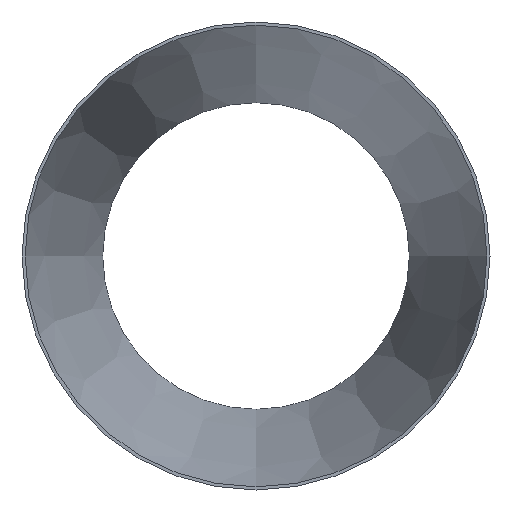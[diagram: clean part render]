
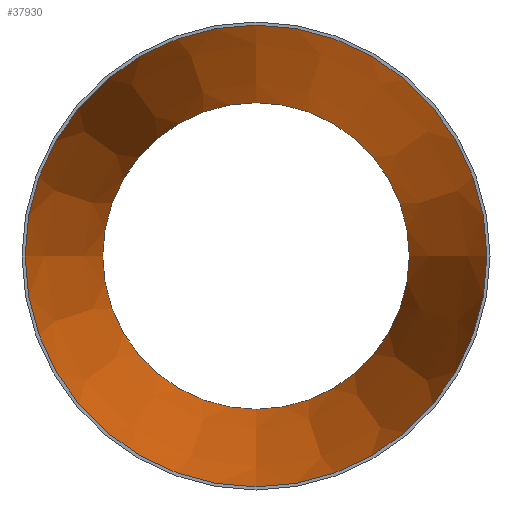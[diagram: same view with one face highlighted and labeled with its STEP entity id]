
A CAD part, front view. The second image highlights one B-rep face of the part: STEP entity #37930.
In plain terms, the highlighted conical face has half-angle 11.223 degrees and reference radius 299.922 mm.
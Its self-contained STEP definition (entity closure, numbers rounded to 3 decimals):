
#5852 = CARTESIAN_POINT ( 'NONE',  ( 0., 0., 0. ) ) ;
#6252 = CARTESIAN_POINT ( 'NONE',  ( 0., 0., -299.922 ) ) ;
#6592 = CIRCLE ( 'NONE', #30227, 299.922 ) ;
#6639 = DIRECTION ( 'NONE',  ( 0., 0., -1. ) ) ;
#9149 = DIRECTION ( 'NONE',  ( 0., -1., 0. ) ) ;
#12245 = ORIENTED_EDGE ( 'NONE', *, *, #48143, .F. ) ;
#12861 = FACE_BOUND ( 'NONE', #42276, .T. ) ;
#15723 = CIRCLE ( 'NONE', #25190, 199.122 ) ;
#16242 = CARTESIAN_POINT ( 'NONE',  ( 0., 508., 0. ) ) ;
#19987 = CONICAL_SURFACE ( 'NONE', #47570, 299.922, 0.196 ) ;
#21707 = ORIENTED_EDGE ( 'NONE', *, *, #34270, .T. ) ;
#25190 = AXIS2_PLACEMENT_3D ( 'NONE', #16242, #27582, #42648 ) ;
#27582 = DIRECTION ( 'NONE',  ( 0., -1., 0. ) ) ;
#27896 = FACE_OUTER_BOUND ( 'NONE', #38940, .T. ) ;
#30227 = AXIS2_PLACEMENT_3D ( 'NONE', #5852, #43596, #39876 ) ;
#31893 = VERTEX_POINT ( 'NONE', #46492 ) ;
#34270 = EDGE_CURVE ( 'NONE', #39307, #39307, #6592, .T. ) ;
#37930 = ADVANCED_FACE ( 'NONE', ( #12861, #27896 ), #19987, .F. ) ;
#38940 = EDGE_LOOP ( 'NONE', ( #21707 ) ) ;
#39307 = VERTEX_POINT ( 'NONE', #6252 ) ;
#39876 = DIRECTION ( 'NONE',  ( 0., 0., -1. ) ) ;
#40419 = CARTESIAN_POINT ( 'NONE',  ( 0., 0., 0. ) ) ;
#42276 = EDGE_LOOP ( 'NONE', ( #12245 ) ) ;
#42648 = DIRECTION ( 'NONE',  ( 0., 0., -1. ) ) ;
#43596 = DIRECTION ( 'NONE',  ( 0., -1., 0. ) ) ;
#46492 = CARTESIAN_POINT ( 'NONE',  ( 0., 508., -199.122 ) ) ;
#47570 = AXIS2_PLACEMENT_3D ( 'NONE', #40419, #9149, #6639 ) ;
#48143 = EDGE_CURVE ( 'NONE', #31893, #31893, #15723, .T. ) ;
